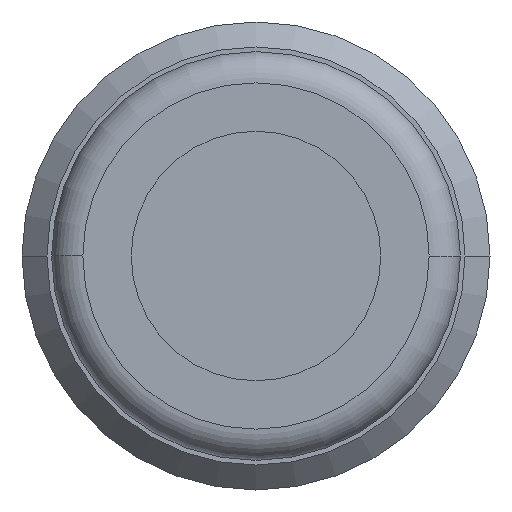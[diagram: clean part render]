
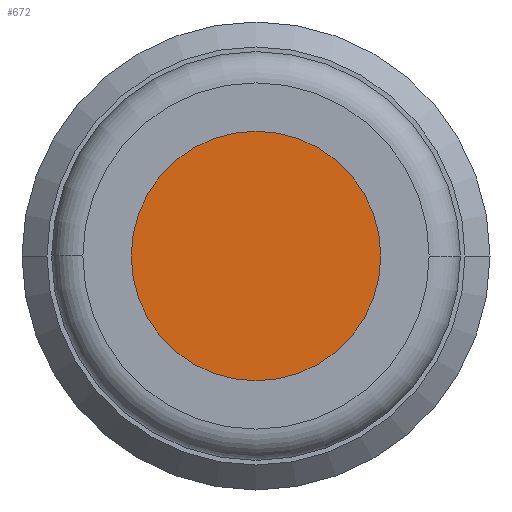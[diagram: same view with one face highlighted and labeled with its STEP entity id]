
A CAD part, front view. The second image highlights one B-rep face of the part: STEP entity #672.
In plain terms, the highlighted planar face has unit normal (0, -1, 0).
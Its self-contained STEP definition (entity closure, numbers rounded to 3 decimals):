
#191=CARTESIAN_POINT('',(0.,-1.13,0.));
#192=DIRECTION('',(0.,1.,0.));
#193=DIRECTION('',(-1.,0.,0.));
#194=AXIS2_PLACEMENT_3D('',#191,#192,#193);
#196=CARTESIAN_POINT('',(0.,-1.13,0.));
#197=DIRECTION('',(0.,1.,0.));
#198=DIRECTION('',(1.,0.,0.));
#199=AXIS2_PLACEMENT_3D('',#196,#197,#198);
#371=CARTESIAN_POINT('',(-0.4,-1.13,0.));
#372=CARTESIAN_POINT('',(0.4,-1.13,0.));
#373=VERTEX_POINT('',#371);
#374=VERTEX_POINT('',#372);
#663=CARTESIAN_POINT('',(0.,-1.13,0.));
#664=DIRECTION('',(0.,1.,0.));
#665=DIRECTION('',(-1.,0.,0.));
#666=AXIS2_PLACEMENT_3D('',#663,#664,#665);
#667=PLANE('',#666);
#668=ORIENTED_EDGE('',*,*,#643,.T.);
#669=ORIENTED_EDGE('',*,*,#657,.T.);
#670=EDGE_LOOP('',(#668,#669));
#671=FACE_OUTER_BOUND('',#670,.F.);
#672=ADVANCED_FACE('',(#671),#667,.F.);
#195=CIRCLE('',#194,0.4);
#200=CIRCLE('',#199,0.4);
#643=EDGE_CURVE('',#373,#374,#195,.T.);
#657=EDGE_CURVE('',#374,#373,#200,.T.);
